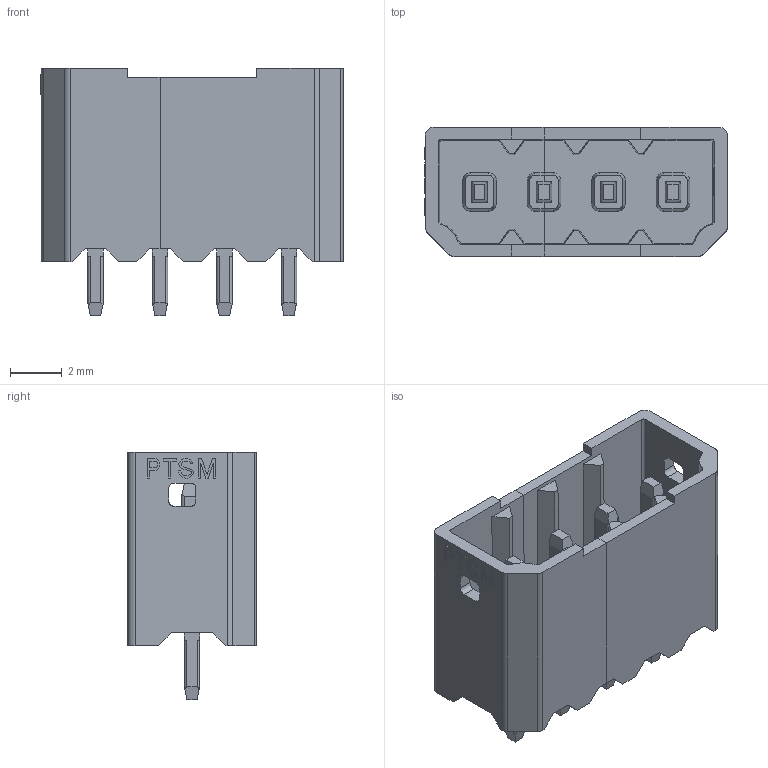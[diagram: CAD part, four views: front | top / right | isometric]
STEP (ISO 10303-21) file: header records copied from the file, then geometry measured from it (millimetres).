
FILE_DESCRIPTION(('STEP AP214'),'1');
FILE_NAME('cctmp_1CB8CBC9-D2C6-42D4-AB7D-EC0EEA45ED51_2023_08_02_10_52_10_0583_13024..stp','2023-08-02T10:52:11',('PHOENIX CONTACT Deutschland GmbH'),('CADClick - www.CADClick.com'),'Spatial InterOp 3D',' ','unknown authorization');
FILE_SCHEMA(('AUTOMOTIVE_DESIGN'));
Length unit declared in the file: millimetre
Products named in the file (6): 2023_08_02_10_52_10_0333; 2023_08_02_10_52_10_0583; 2023_08_02_10_52_10_0568; 2023_08_02_10_52_10_0552; 2023_08_02_10_52_10_0537; 2023_08_02_10_52_10_0505
Assembly tree (5 placements, depth 2):
  2023_08_02_10_52_10_0333
    2023_08_02_10_52_10_0583
    2023_08_02_10_52_10_0568
    2023_08_02_10_52_10_0552
    2023_08_02_10_52_10_0537
    2023_08_02_10_52_10_0505
Bounding box: 11.72 x 5 x 9.6 mm (x, y, z)
Volume: 218.2 mm3; surface area: 696.6 mm2
Topology: 6 solids, 6 shells, 664 faces, 1921 edges, 1277 vertices
Faces by surface type: plane 516, cylinder 112, cone 36
Entity records: 45023 total; most frequent: CARTESIAN_POINT 7204, ORIENTED_EDGE 3842, STYLED_ITEM 3661, PRESENTATION_STYLE_ASSIGNMENT 3661, COLOUR_RGB 3661, DIRECTION 3285, EDGE_CURVE 1921, CURVE_STYLE 1852
